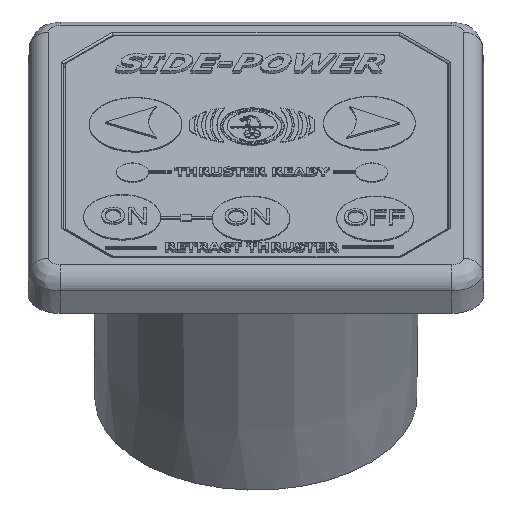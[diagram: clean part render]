
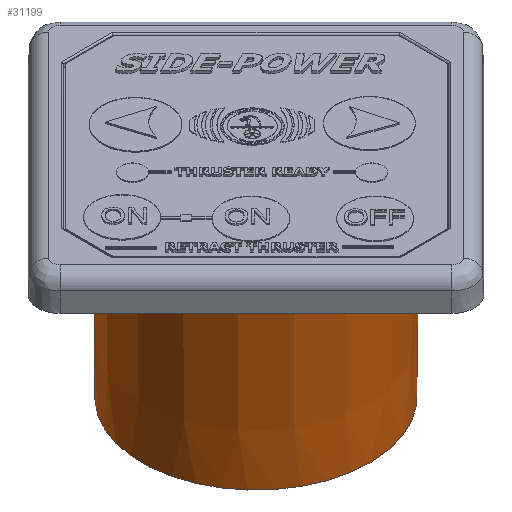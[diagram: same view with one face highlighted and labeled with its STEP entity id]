
A CAD part, isometric view. The second image highlights one B-rep face of the part: STEP entity #31199.
In plain terms, the highlighted conical face has half-angle 0.5 degrees and reference radius 25.5 mm.
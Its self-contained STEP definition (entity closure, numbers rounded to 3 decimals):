
#164=CONICAL_SURFACE('',#33026,25.5,0.5);
#8390=FACE_BOUND('',#11356,.T.);
#9596=FACE_OUTER_BOUND('',#11355,.T.);
#11355=EDGE_LOOP('',(#25651));
#11356=EDGE_LOOP('',(#25652));
#12243=CIRCLE('',#33025,25.107);
#12244=CIRCLE('',#33027,25.5);
#14656=VERTEX_POINT('',#50584);
#14657=VERTEX_POINT('',#50591);
#18503=EDGE_CURVE('',#14656,#14656,#12243,.T.);
#18508=EDGE_CURVE('',#14657,#14657,#12244,.T.);
#25651=ORIENTED_EDGE('',*,*,#18503,.T.);
#25652=ORIENTED_EDGE('',*,*,#18508,.F.);
#31199=ADVANCED_FACE('',(#9596,#8390),#164,.T.);
#33025=AXIS2_PLACEMENT_3D('',#50585,#38758,#38759);
#33026=AXIS2_PLACEMENT_3D('',#50590,#38764,#38765);
#33027=AXIS2_PLACEMENT_3D('',#50592,#38766,#38767);
#38758=DIRECTION('center_axis',(0.,0.,1.));
#38759=DIRECTION('ref_axis',(0.,1.,0.));
#38764=DIRECTION('center_axis',(0.,0.,1.));
#38765=DIRECTION('ref_axis',(0.,1.,0.));
#38766=DIRECTION('center_axis',(0.,0.,1.));
#38767=DIRECTION('ref_axis',(0.,1.,0.));
#50584=CARTESIAN_POINT('',(0.,-24.707,-6.));
#50585=CARTESIAN_POINT('Origin',(0.,0.4,-6.));
#50590=CARTESIAN_POINT('Origin',(0.,0.4,39.));
#50591=CARTESIAN_POINT('',(5.061,25.393,39.));
#50592=CARTESIAN_POINT('Origin',(0.,0.4,39.));
